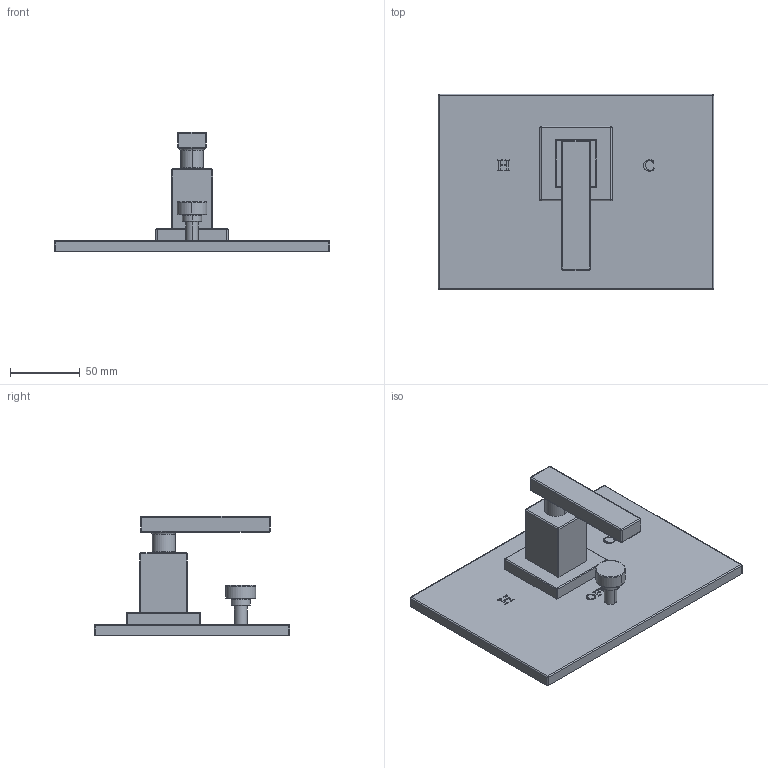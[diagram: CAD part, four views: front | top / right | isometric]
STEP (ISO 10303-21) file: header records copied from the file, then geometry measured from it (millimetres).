
FILE_DESCRIPTION((''),'2;1');
FILE_NAME('5-2042BP','2021-06-08T11:39:30',('jinson.thomas'),(''),'CREO PARAMETRIC BY PTC INC, 2018400','CREO PARAMETRIC BY PTC INC, 2018400','');
FILE_SCHEMA(('CONFIG_CONTROL_DESIGN'));
Length unit declared in the file: inch
Products named in the file (1): 5-2042BP
Bounding box: 196.85 x 139.7 x 85.34 mm (x, y, z)
Volume: 312930.7 mm3; surface area: 75634.5 mm2
Topology: 1 solids, 1 shells, 325 faces, 856 edges, 546 vertices
Faces by surface type: extrusion 178, plane 67, cylinder 48, sphere 20, torus 10, bspline 2
Entity records: 11122 total; most frequent: CARTESIAN_POINT 3701, ORIENTED_EDGE 1712, DIRECTION 1082, EDGE_CURVE 856, VECTOR 556, VERTEX_POINT 546, B_SPLINE_CURVE_WITH_KNOTS 538, LINE 378
